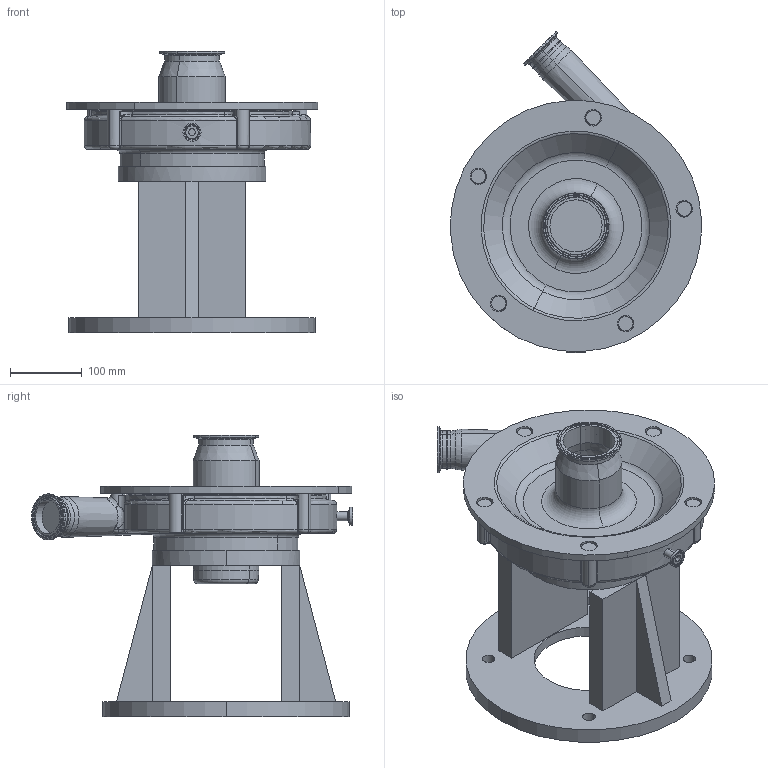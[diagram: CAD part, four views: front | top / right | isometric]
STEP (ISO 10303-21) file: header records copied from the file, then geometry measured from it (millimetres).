
FILE_DESCRIPTION (( 'STEP AP214' ), '1' );
FILE_NAME ('FP 3452 320TSC 45L 1-2 IN STR DRAIN.STEP', '2023-04-27T16:38:13', ( '' ), ( '' ), 'SwSTEP 2.0', 'SolidWorks 2023', '' );
FILE_SCHEMA (( 'AUTOMOTIVE_DESIGN' ));
Length unit declared in the file: millimetre
Products named in the file (1): FP 3452 320TSC 45L 1-2 IN STR DRAIN
Bounding box: 349.52 x 446.82 x 392.5 mm (x, y, z)
Volume: 8281752.5 mm3; surface area: 811920.6 mm2
Topology: 1 solids, 2 shells, 349 faces, 827 edges, 491 vertices
Faces by surface type: cylinder 120, torus 96, plane 70, bspline 31, cone 28, sphere 4
Entity records: 13021 total; most frequent: CARTESIAN_POINT 4912, DIRECTION 1840, ORIENTED_EDGE 1636, EDGE_CURVE 818, AXIS2_PLACEMENT_3D 809, VERTEX_POINT 491, CIRCLE 490, EDGE_LOOP 391
